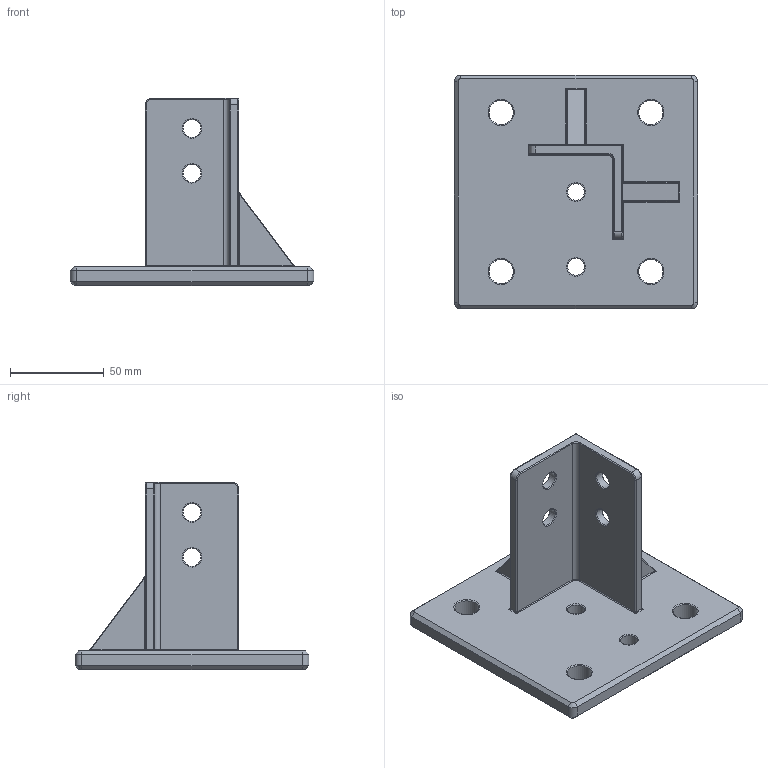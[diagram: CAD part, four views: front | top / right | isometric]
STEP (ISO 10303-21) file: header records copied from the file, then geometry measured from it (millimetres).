
FILE_DESCRIPTION((''),'2;1');
FILE_NAME('SZ8040N_A.stp','2013-09-04T10:43:23',('janine behrens'),(''),'Autodesk Inventor 2012','Autodesk Inventor 2012','');
FILE_SCHEMA(('AUTOMOTIVE_DESIGN { 1 0 10303 214 1 1 1 1 }'));
Length unit declared in the file: millimetre
Products named in the file (1): SZ8040N_A
Bounding box: 130 x 125 x 100 mm (x, y, z)
Volume: 206746.8 mm3; surface area: 56603.7 mm2
Topology: 1 solids, 1 shells, 132 faces, 320 edges, 180 vertices
Faces by surface type: cylinder 48, plane 27, torus 26, bspline 16, cone 10, sphere 5
Full cylindrical faces by diameter (mm): 9 x2, 9.5 x4, 13 x4
Entity records: 3867 total; most frequent: CARTESIAN_POINT 978, DIRECTION 640, ORIENTED_EDGE 524, AXIS2_PLACEMENT_3D 265, EDGE_CURVE 262, EDGE_LOOP 184, VERTEX_POINT 164, FACE_OUTER_BOUND 132
